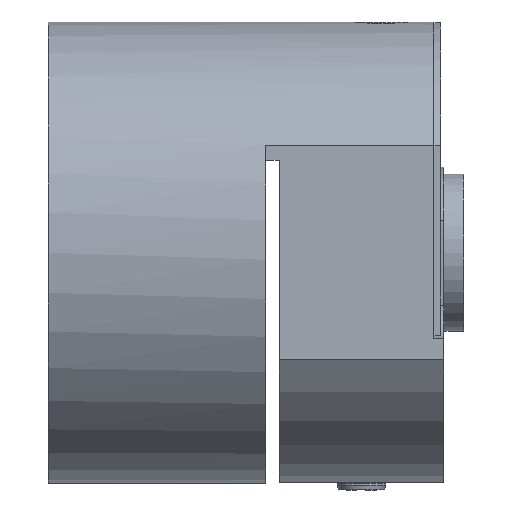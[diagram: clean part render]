
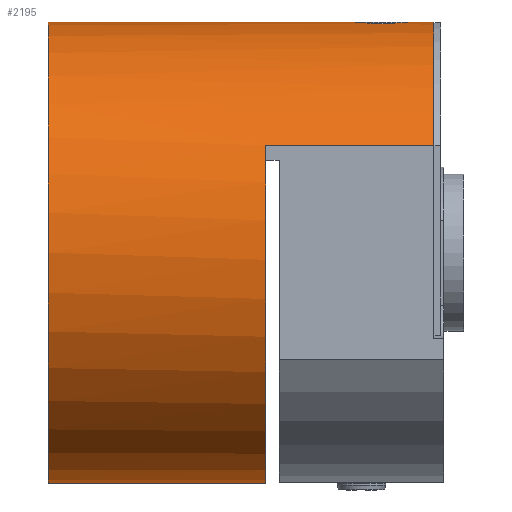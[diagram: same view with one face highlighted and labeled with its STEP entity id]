
A CAD part, front view. The second image highlights one B-rep face of the part: STEP entity #2195.
In plain terms, the highlighted cylindrical face has radius 35 mm (diameter 70 mm), a partial arc.
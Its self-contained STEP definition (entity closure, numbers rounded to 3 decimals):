
#151 = CARTESIAN_POINT ( 'NONE',  ( 51.912, -4.036, 34.767 ) ) ;
#172 = CARTESIAN_POINT ( 'NONE',  ( 49.088, -4.036, 34.767 ) ) ;
#214 = CARTESIAN_POINT ( 'NONE',  ( 46.625, -2.173, 34.933 ) ) ;
#247 = DIRECTION ( 'NONE',  ( 0., 0., 1. ) ) ;
#265 = CARTESIAN_POINT ( 'NONE',  ( 0., 0., 35. ) ) ;
#266 = VERTEX_POINT ( 'NONE', #7198 ) ;
#287 = CARTESIAN_POINT ( 'NONE',  ( 46.153, -1.133, 34.983 ) ) ;
#346 = EDGE_CURVE ( 'NONE', #2299, #6919, #4775, .T. ) ;
#567 = DIRECTION ( 'NONE',  ( -1., 0., 0. ) ) ;
#630 = CARTESIAN_POINT ( 'NONE',  ( 54.036, -2.636, 34.901 ) ) ;
#714 = CARTESIAN_POINT ( 'NONE',  ( 50.785, -4.242, 34.742 ) ) ;
#722 = DIRECTION ( 'NONE',  ( -1., 0., 0. ) ) ;
#735 = CARTESIAN_POINT ( 'NONE',  ( 51.633, -4.114, 34.757 ) ) ;
#977 = ORIENTED_EDGE ( 'NONE', *, *, #2692, .T. ) ;
#1043 = ORIENTED_EDGE ( 'NONE', *, *, #5355, .F. ) ;
#1059 = AXIS2_PLACEMENT_3D ( 'NONE', #3734, #6969, #6993 ) ;
#1193 = CARTESIAN_POINT ( 'NONE',  ( 47.807, -3.408, 34.834 ) ) ;
#1206 = DIRECTION ( 'NONE',  ( -1., 0., 0. ) ) ;
#1240 = CARTESIAN_POINT ( 'NONE',  ( 53.421, -3.237, 34.851 ) ) ;
#1271 = CARTESIAN_POINT ( 'NONE',  ( 50.214, -4.242, 34.742 ) ) ;
#1277 = VECTOR ( 'NONE', #7061, 1000. ) ;
#1297 = CARTESIAN_POINT ( 'NONE',  ( 48.555, -3.834, 34.79 ) ) ;
#1325 = EDGE_CURVE ( 'NONE', #2914, #5140, #1998, .T. ) ;
#1606 = CIRCLE ( 'NONE', #6016, 35. ) ;
#1629 = FACE_OUTER_BOUND ( 'NONE', #2650, .T. ) ;
#1668 = CARTESIAN_POINT ( 'NONE',  ( 0., 0., 0. ) ) ;
#1692 = DIRECTION ( 'NONE',  ( 0., 0., 1. ) ) ;
#1700 = CARTESIAN_POINT ( 'NONE',  ( 46., 0., 35. ) ) ;
#1755 = CARTESIAN_POINT ( 'NONE',  ( 48.294, -3.706, 34.804 ) ) ;
#1780 = CARTESIAN_POINT ( 'NONE',  ( 55., -0.143, 35. ) ) ;
#1811 = CARTESIAN_POINT ( 'NONE',  ( 52.701, -3.709, 34.803 ) ) ;
#1834 = CARTESIAN_POINT ( 'NONE',  ( 49.925, -4.216, 34.745 ) ) ;
#1998 = LINE ( 'NONE', #6030, #7197 ) ;
#2065 = CARTESIAN_POINT ( 'NONE',  ( -82.467, 0., -35. ) ) ;
#2126 = LINE ( 'NONE', #4857, #4637 ) ;
#2154 = ORIENTED_EDGE ( 'NONE', *, *, #6564, .T. ) ;
#2189 = DIRECTION ( 'NONE',  ( 0., 0., -1. ) ) ;
#2195 = ADVANCED_FACE ( 'NONE', ( #1629 ), #7101, .T. ) ;
#2299 = VERTEX_POINT ( 'NONE', #4742 ) ;
#2315 = CARTESIAN_POINT ( 'NONE',  ( 47.153, -2.847, 34.885 ) ) ;
#2338 = CARTESIAN_POINT ( 'NONE',  ( 54.847, -1.132, 34.983 ) ) ;
#2381 = CARTESIAN_POINT ( 'NONE',  ( 54.755, -1.407, 34.973 ) ) ;
#2409 = CARTESIAN_POINT ( 'NONE',  ( 46.243, -1.403, 34.973 ) ) ;
#2477 = CARTESIAN_POINT ( 'NONE',  ( 46.478, -1.922, 34.948 ) ) ;
#2650 = EDGE_LOOP ( 'NONE', ( #7042, #3148, #2740, #1043, #5506, #977, #2154, #5932 ) ) ;
#2692 = EDGE_CURVE ( 'NONE', #5140, #3233, #6150, .T. ) ;
#2740 = ORIENTED_EDGE ( 'NONE', *, *, #3934, .T. ) ;
#2762 = AXIS2_PLACEMENT_3D ( 'NONE', #1668, #567, #1692 ) ;
#2914 = VERTEX_POINT ( 'NONE', #5373 ) ;
#2920 = CARTESIAN_POINT ( 'NONE',  ( 53.842, -2.852, 34.884 ) ) ;
#2939 = EDGE_CURVE ( 'NONE', #5395, #2299, #4297, .T. ) ;
#2969 = CARTESIAN_POINT ( 'NONE',  ( 46.962, -2.634, 34.901 ) ) ;
#3148 = ORIENTED_EDGE ( 'NONE', *, *, #5179, .T. ) ;
#3197 = CARTESIAN_POINT ( 'NONE',  ( 58.5, 0., 0. ) ) ;
#3233 = VERTEX_POINT ( 'NONE', #1700 ) ;
#3346 = LINE ( 'NONE', #3477, #5080 ) ;
#3477 = CARTESIAN_POINT ( 'NONE',  ( 58.4, -31., 16.248 ) ) ;
#3494 = CARTESIAN_POINT ( 'NONE',  ( 54.373, -2.175, 34.933 ) ) ;
#3523 = CARTESIAN_POINT ( 'NONE',  ( 55., 0., 35. ) ) ;
#3566 = CARTESIAN_POINT ( 'NONE',  ( 46.031, -0.572, 34.996 ) ) ;
#3734 = CARTESIAN_POINT ( 'NONE',  ( 33., 0., 0. ) ) ;
#3934 = EDGE_CURVE ( 'NONE', #266, #6093, #3346, .T. ) ;
#4199 = CIRCLE ( 'NONE', #1059, 35. ) ;
#4297 = LINE ( 'NONE', #2065, #1277 ) ;
#4384 = CARTESIAN_POINT ( 'NONE',  ( 33., 0., -35. ) ) ;
#4536 = CARTESIAN_POINT ( 'NONE',  ( 54.961, -0.574, 34.996 ) ) ;
#4561 = CARTESIAN_POINT ( 'NONE',  ( 54.518, -1.929, 34.948 ) ) ;
#4637 = VECTOR ( 'NONE', #7077, 1000. ) ;
#4742 = CARTESIAN_POINT ( 'NONE',  ( 0., 0., -35. ) ) ;
#4775 = CIRCLE ( 'NONE', #2762, 35. ) ;
#4857 = CARTESIAN_POINT ( 'NONE',  ( -82.467, 0., 35. ) ) ;
#5080 = VECTOR ( 'NONE', #5782, 1000. ) ;
#5140 = VERTEX_POINT ( 'NONE', #3523 ) ;
#5179 = EDGE_CURVE ( 'NONE', #5395, #266, #4199, .T. ) ;
#5355 = EDGE_CURVE ( 'NONE', #2914, #6093, #1606, .T. ) ;
#5373 = CARTESIAN_POINT ( 'NONE',  ( 58.5, 0., 35. ) ) ;
#5395 = VERTEX_POINT ( 'NONE', #4384 ) ;
#5402 = DIRECTION ( 'NONE',  ( 1., 0., 0. ) ) ;
#5506 = ORIENTED_EDGE ( 'NONE', *, *, #1325, .T. ) ;
#5626 = CARTESIAN_POINT ( 'NONE',  ( 47.577, -3.235, 34.851 ) ) ;
#5656 = CARTESIAN_POINT ( 'NONE',  ( 54.938, -0.715, 34.993 ) ) ;
#5680 = CARTESIAN_POINT ( 'NONE',  ( 51.069, -4.217, 34.745 ) ) ;
#5706 = CARTESIAN_POINT ( 'NONE',  ( 52.444, -3.834, 34.79 ) ) ;
#5729 = CARTESIAN_POINT ( 'NONE',  ( 46., -0.285, 35. ) ) ;
#5782 = DIRECTION ( 'NONE',  ( 1., 0., 0. ) ) ;
#5932 = ORIENTED_EDGE ( 'NONE', *, *, #346, .F. ) ;
#6016 = AXIS2_PLACEMENT_3D ( 'NONE', #3197, #5402, #2189 ) ;
#6030 = CARTESIAN_POINT ( 'NONE',  ( -82.467, 0., 35. ) ) ;
#6093 = VERTEX_POINT ( 'NONE', #6583 ) ;
#6150 = B_SPLINE_CURVE_WITH_KNOTS ( 'NONE', 3,
 ( #6820, #1780, #6766, #4536, #5656, #2338, #2381, #4561, #3494, #630, #2920, #1240, #6182, #1811, #5706, #151, #735, #5680, #714, #1271, #1834, #6259, #172, #1297, #1755, #1193, #5626, #2315, #2969, #214, #2477, #2409, #287, #3566, #5729, #6869 ),
 .UNSPECIFIED., .F., .F.,
 ( 4, 2, 2, 2, 2, 2, 2, 2, 2, 2, 2, 2, 2, 2, 2, 2, 2, 4 ),
 ( 0.017, 0.018, 0.018, 0.019, 0.02, 0.021, 0.021, 0.022, 0.023, 0.024, 0.025, 0.026, 0.027, 0.027, 0.028, 0.029, 0.03, 0.031 ),
 .UNSPECIFIED. ) ;
#6182 = CARTESIAN_POINT ( 'NONE',  ( 53.193, -3.408, 34.834 ) ) ;
#6259 = CARTESIAN_POINT ( 'NONE',  ( 49.363, -4.113, 34.758 ) ) ;
#6263 = CARTESIAN_POINT ( 'NONE',  ( -82.467, 0., 0. ) ) ;
#6564 = EDGE_CURVE ( 'NONE', #3233, #6919, #2126, .T. ) ;
#6583 = CARTESIAN_POINT ( 'NONE',  ( 58.5, -31., 16.248 ) ) ;
#6766 = CARTESIAN_POINT ( 'NONE',  ( 54.992, -0.288, 34.999 ) ) ;
#6800 = AXIS2_PLACEMENT_3D ( 'NONE', #6263, #722, #247 ) ;
#6820 = CARTESIAN_POINT ( 'NONE',  ( 55., 0., 35. ) ) ;
#6869 = CARTESIAN_POINT ( 'NONE',  ( 46., 0., 35. ) ) ;
#6919 = VERTEX_POINT ( 'NONE', #265 ) ;
#6969 = DIRECTION ( 'NONE',  ( -1., 0., 0. ) ) ;
#6993 = DIRECTION ( 'NONE',  ( 0., 0., 1. ) ) ;
#7042 = ORIENTED_EDGE ( 'NONE', *, *, #2939, .F. ) ;
#7061 = DIRECTION ( 'NONE',  ( -1., 0., 0. ) ) ;
#7077 = DIRECTION ( 'NONE',  ( -1., 0., 0. ) ) ;
#7101 = CYLINDRICAL_SURFACE ( 'NONE', #6800, 35. ) ;
#7197 = VECTOR ( 'NONE', #1206, 1000. ) ;
#7198 = CARTESIAN_POINT ( 'NONE',  ( 33., -31., 16.248 ) ) ;
